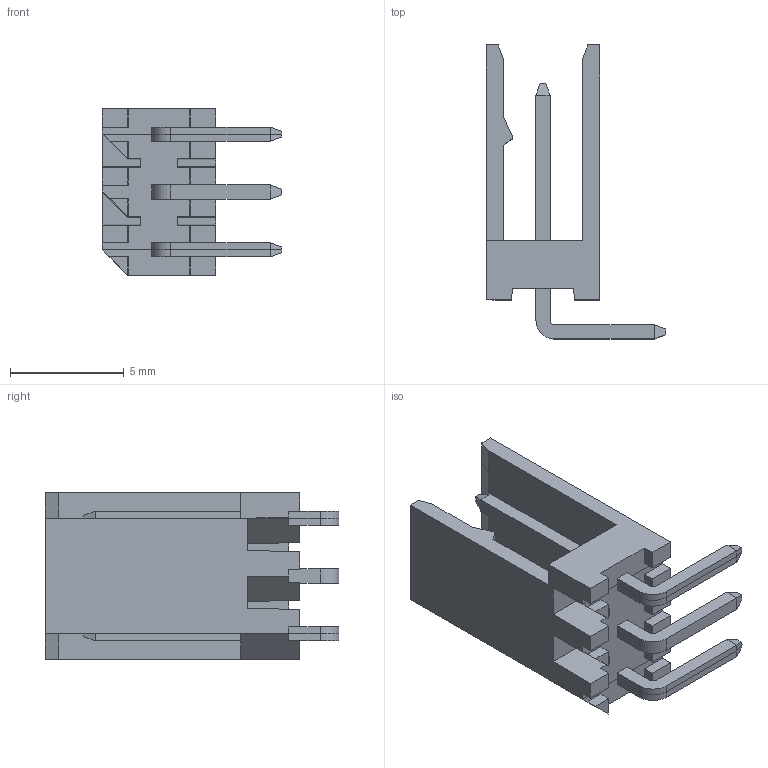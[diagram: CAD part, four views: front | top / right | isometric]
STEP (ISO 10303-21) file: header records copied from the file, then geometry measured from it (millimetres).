
FILE_DESCRIPTION(/* description */ ('Unknown'),/* implementation_level */ '2;1');
FILE_NAME(/* name */ '66100311722',/* time_stamp */ '2018-06-13T13:58:55+02:00',/* author */ ('Unknown'),/* organization */ ('Unknown'),/* preprocessor_version */ 'ST-DEVELOPER v16.7',/* originating_system */ 'DEX',/* authorisation */ $);
FILE_SCHEMA (('AUTOMOTIVE_DESIGN {1 0 10303 214 3 1 1}'));
Length unit declared in the file: millimetre
Products named in the file (4): 6610xx11722; 66100311722; 6610xx11722_02_06_DX; 6610xx11722_02_06_SX
Assembly tree (3 placements, depth 2):
  6610xx11722
    66100311722
    6610xx11722_02_06_DX
    6610xx11722_02_06_SX
Bounding box: 7.9 x 12.92 x 7.32 mm (x, y, z)
Volume: 169.8 mm3; surface area: 612.7 mm2
Topology: 3 solids, 3 shells, 191 faces, 543 edges, 354 vertices
Faces by surface type: plane 180, cylinder 11
Entity records: 7497 total; most frequent: CARTESIAN_POINT 1092, ORIENTED_EDGE 1086, DIRECTION 955, EDGE_CURVE 543, LINE 521, VECTOR 521, VERTEX_POINT 354, AXIS2_PLACEMENT_3D 217
